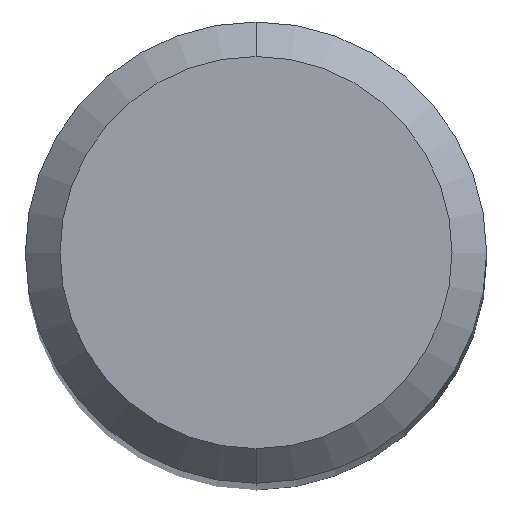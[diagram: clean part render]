
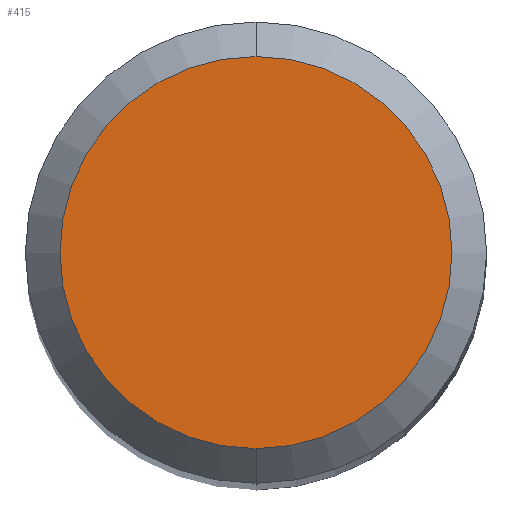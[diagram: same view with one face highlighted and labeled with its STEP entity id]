
A CAD part, top view. The second image highlights one B-rep face of the part: STEP entity #415.
In plain terms, the highlighted planar face has unit normal (0, 0, 1).
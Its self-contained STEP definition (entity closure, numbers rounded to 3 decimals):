
#281=VERTEX_POINT('',#648);
#405=VERTEX_POINT('',#781);
#415=ADVANCED_FACE('',(#792),#793,.T.);
#437=EDGE_CURVE('',#405,#281,#818,.T.);
#461=EDGE_CURVE('',#281,#405,#842,.T.);
#648=CARTESIAN_POINT('',(0.0,1.7,0.0));
#781=CARTESIAN_POINT('',(0.,-1.7,0.0));
#792=FACE_OUTER_BOUND('',#1392,.T.);
#793=PLANE('',#1393);
#818=CIRCLE('',#1454,1.7);
#842=CIRCLE('',#1487,1.7);
#1392=EDGE_LOOP('',(#1908,#1909));
#1393=AXIS2_PLACEMENT_3D('',#1910,#1911,#1912);
#1454=AXIS2_PLACEMENT_3D('',#1953,#1954,#1955);
#1487=AXIS2_PLACEMENT_3D('',#1964,#1965,#1966);
#1908=ORIENTED_EDGE('',*,*,#461,.F.);
#1909=ORIENTED_EDGE('',*,*,#437,.F.);
#1910=CARTESIAN_POINT('',(0.0,0.85,0.0));
#1911=DIRECTION('',(-0.0,0.0,1.0));
#1912=DIRECTION('',(0.0,-1.0,0.0));
#1953=CARTESIAN_POINT('',(0.0,0.0,0.0));
#1954=DIRECTION('',(0.0,0.0,-1.0));
#1955=DIRECTION('',(0.0,1.0,0.0));
#1964=CARTESIAN_POINT('',(0.0,0.0,0.0));
#1965=DIRECTION('',(0.0,0.0,-1.0));
#1966=DIRECTION('',(0.0,1.0,0.0));
